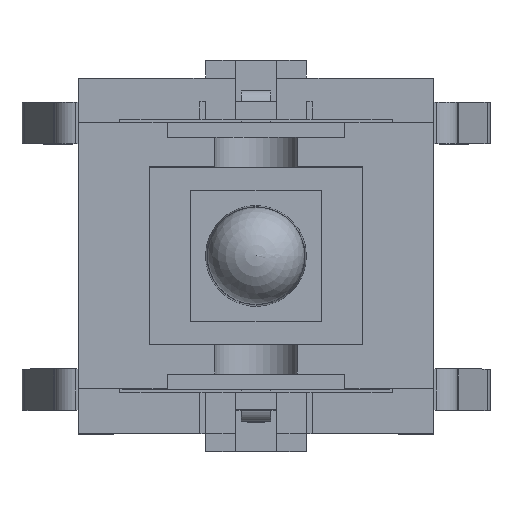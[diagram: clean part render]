
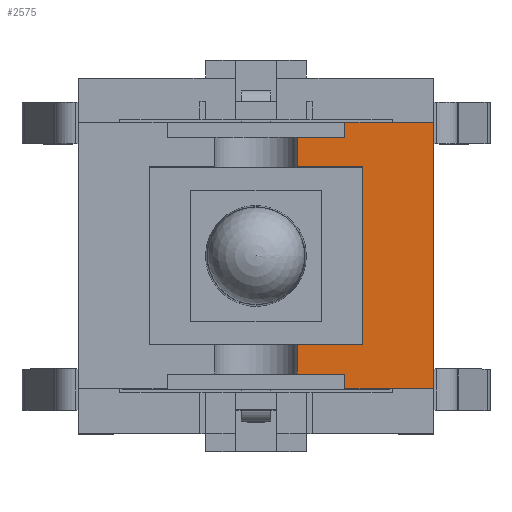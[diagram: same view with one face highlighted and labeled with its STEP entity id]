
A CAD part, top view. The second image highlights one B-rep face of the part: STEP entity #2575.
In plain terms, the highlighted planar face has unit normal (0, 0, 1).
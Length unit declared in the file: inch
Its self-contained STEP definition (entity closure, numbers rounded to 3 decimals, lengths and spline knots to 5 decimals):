
#2287=CARTESIAN_POINT('',(0.02756,0.05906,0.28346));
#2288=VERTEX_POINT('',#2287);
#2295=CARTESIAN_POINT('',(0.02756,0.07874,0.28346));
#2296=VERTEX_POINT('',#2295);
#2297=CARTESIAN_POINT('',(0.02756,0.07874,0.28346));
#2298=DIRECTION('',(0.0,-1.0,0.0));
#2299=VECTOR('',#2298,0.01969);
#2300=LINE('',#2297,#2299);
#2301=EDGE_CURVE('',#2296,#2288,#2300,.T.);
#2318=CARTESIAN_POINT('',(0.02756,-0.05906,0.28346));
#2319=VERTEX_POINT('',#2318);
#2327=CARTESIAN_POINT('',(0.02756,-0.07874,0.28346));
#2328=VERTEX_POINT('',#2327);
#2335=CARTESIAN_POINT('',(0.02756,-0.05906,0.28346));
#2336=DIRECTION('',(0.0,-1.0,0.0));
#2337=VECTOR('',#2336,0.01969);
#2338=LINE('',#2335,#2337);
#2339=EDGE_CURVE('',#2319,#2328,#2338,.T.);
#2414=CARTESIAN_POINT('',(0.07087,-0.05906,0.28346));
#2415=VERTEX_POINT('',#2414);
#2416=CARTESIAN_POINT('',(0.07087,-0.05906,0.28346));
#2417=DIRECTION('',(-1.0,0.0,0.0));
#2418=VECTOR('',#2417,0.04331);
#2419=LINE('',#2416,#2418);
#2420=EDGE_CURVE('',#2415,#2319,#2419,.T.);
#2487=CARTESIAN_POINT('',(0.07087,0.05906,0.28346));
#2488=VERTEX_POINT('',#2487);
#2495=CARTESIAN_POINT('',(0.02756,0.05906,0.28346));
#2496=DIRECTION('',(1.0,0.0,0.0));
#2497=VECTOR('',#2496,0.04331);
#2498=LINE('',#2495,#2497);
#2499=EDGE_CURVE('',#2288,#2488,#2498,.T.);
#2504=CARTESIAN_POINT('',(0.12264,-0.09744,0.28346));
#2505=DIRECTION('',(0.0,0.0,1.0));
#2506=DIRECTION('',(1.0,0.0,0.0));
#2507=AXIS2_PLACEMENT_3D('',#2504,#2505,#2506);
#2508=PLANE('',#2507);
#2509=ORIENTED_EDGE('',*,*,#2339,.T.);
#2510=CARTESIAN_POINT('',(0.05906,-0.07874,0.28346));
#2511=VERTEX_POINT('',#2510);
#2512=CARTESIAN_POINT('',(0.02756,-0.07874,0.28346));
#2513=DIRECTION('',(1.0,0.0,0.0));
#2514=VECTOR('',#2513,0.0315);
#2515=LINE('',#2512,#2514);
#2516=EDGE_CURVE('',#2328,#2511,#2515,.T.);
#2517=ORIENTED_EDGE('',*,*,#2516,.T.);
#2518=CARTESIAN_POINT('',(0.05906,-0.08858,0.28346));
#2519=VERTEX_POINT('',#2518);
#2520=CARTESIAN_POINT('',(0.05906,-0.07874,0.28346));
#2521=DIRECTION('',(0.0,-1.0,0.0));
#2522=VECTOR('',#2521,0.00984);
#2523=LINE('',#2520,#2522);
#2524=EDGE_CURVE('',#2511,#2519,#2523,.T.);
#2525=ORIENTED_EDGE('',*,*,#2524,.T.);
#2526=CARTESIAN_POINT('',(0.11811,-0.08858,0.28346));
#2527=VERTEX_POINT('',#2526);
#2528=CARTESIAN_POINT('',(0.05906,-0.08858,0.28346));
#2529=DIRECTION('',(1.0,0.0,0.0));
#2530=VECTOR('',#2529,0.05906);
#2531=LINE('',#2528,#2530);
#2532=EDGE_CURVE('',#2519,#2527,#2531,.T.);
#2533=ORIENTED_EDGE('',*,*,#2532,.T.);
#2534=CARTESIAN_POINT('',(0.11811,0.08858,0.28346));
#2535=VERTEX_POINT('',#2534);
#2536=CARTESIAN_POINT('',(0.11811,0.08858,0.28346));
#2537=DIRECTION('',(0.0,-1.0,0.0));
#2538=VECTOR('',#2537,0.17717);
#2539=LINE('',#2536,#2538);
#2540=EDGE_CURVE('',#2535,#2527,#2539,.T.);
#2541=ORIENTED_EDGE('',*,*,#2540,.F.);
#2542=CARTESIAN_POINT('',(0.05906,0.08858,0.28346));
#2543=VERTEX_POINT('',#2542);
#2544=CARTESIAN_POINT('',(0.05906,0.08858,0.28346));
#2545=DIRECTION('',(1.0,0.0,0.0));
#2546=VECTOR('',#2545,0.05906);
#2547=LINE('',#2544,#2546);
#2548=EDGE_CURVE('',#2543,#2535,#2547,.T.);
#2549=ORIENTED_EDGE('',*,*,#2548,.F.);
#2550=CARTESIAN_POINT('',(0.05906,0.07874,0.28346));
#2551=VERTEX_POINT('',#2550);
#2552=CARTESIAN_POINT('',(0.05906,0.08858,0.28346));
#2553=DIRECTION('',(0.0,-1.0,0.0));
#2554=VECTOR('',#2553,0.00984);
#2555=LINE('',#2552,#2554);
#2556=EDGE_CURVE('',#2543,#2551,#2555,.T.);
#2557=ORIENTED_EDGE('',*,*,#2556,.T.);
#2558=CARTESIAN_POINT('',(0.05906,0.07874,0.28346));
#2559=DIRECTION('',(-1.0,0.0,0.0));
#2560=VECTOR('',#2559,0.0315);
#2561=LINE('',#2558,#2560);
#2562=EDGE_CURVE('',#2551,#2296,#2561,.T.);
#2563=ORIENTED_EDGE('',*,*,#2562,.T.);
#2564=ORIENTED_EDGE('',*,*,#2301,.T.);
#2565=ORIENTED_EDGE('',*,*,#2499,.T.);
#2566=CARTESIAN_POINT('',(0.07087,0.05906,0.28346));
#2567=DIRECTION('',(0.0,-1.0,0.0));
#2568=VECTOR('',#2567,0.11811);
#2569=LINE('',#2566,#2568);
#2570=EDGE_CURVE('',#2488,#2415,#2569,.T.);
#2571=ORIENTED_EDGE('',*,*,#2570,.T.);
#2572=ORIENTED_EDGE('',*,*,#2420,.T.);
#2573=EDGE_LOOP('',(#2509,#2517,#2525,#2533,#2541,#2549,#2557,#2563,#2564,#2565,#2571,#2572));
#2574=FACE_OUTER_BOUND('',#2573,.T.);
#2575=ADVANCED_FACE('',(#2574),#2508,.T.);
